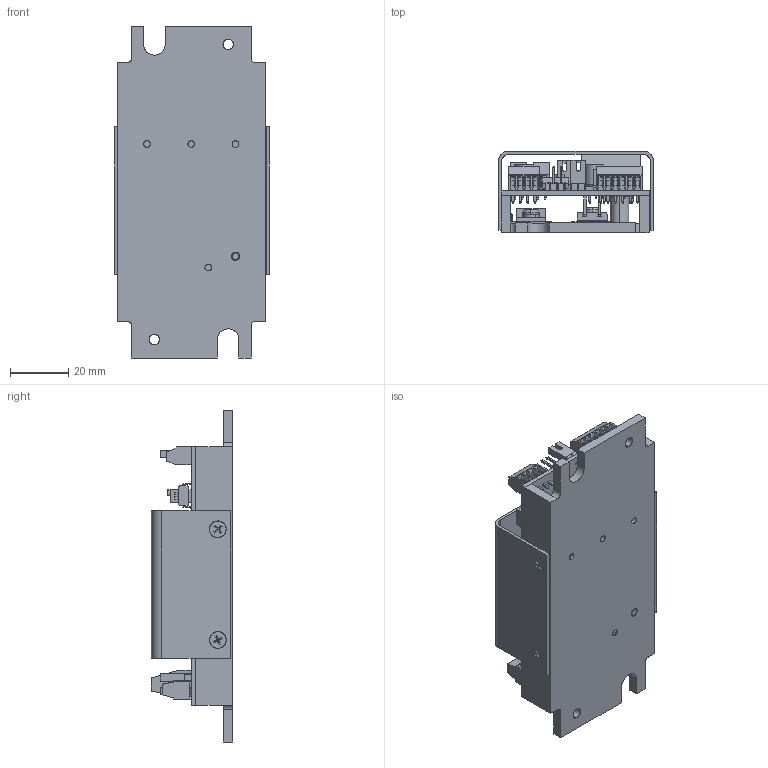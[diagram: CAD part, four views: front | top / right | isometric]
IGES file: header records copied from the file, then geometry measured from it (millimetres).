
Start section: SolidWorks IGES file using analytic representation for surfaces
Global section: file name: Lisa's files\LD2.5CHA Rev B.IGS; native system: SolidWorks 2020; preprocessor: SolidWorks 2020; author: User; date: 210226.084459; units: inch
Bounding box: 53.34 x 28.09 x 114.3 mm (x, y, z)
Surface area: 45688.1 mm2 (no closed solid volume)
Topology: 0 solids, 0 shells, 1654 faces, 13028 edges, 13028 vertices
Faces by surface type: bspline 1424, revolution 230
